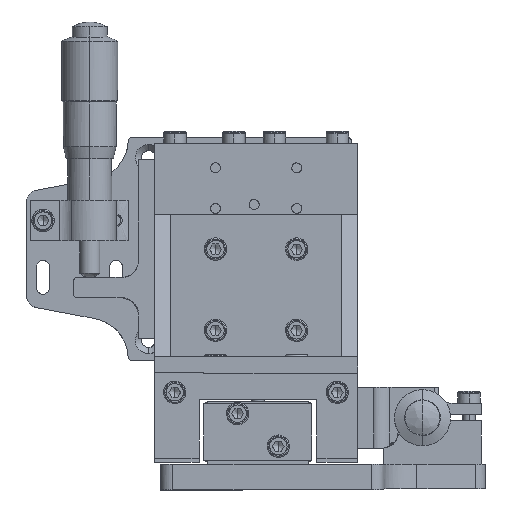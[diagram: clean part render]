
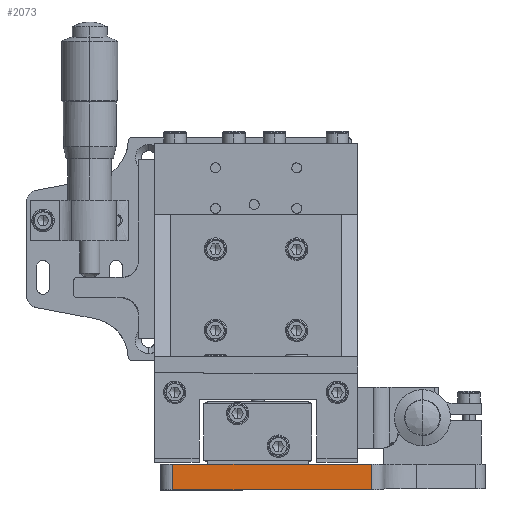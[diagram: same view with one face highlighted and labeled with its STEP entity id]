
A CAD part, left-side view. The second image highlights one B-rep face of the part: STEP entity #2073.
In plain terms, the highlighted free-form (B-spline) face has degree [1, 1] with [2, 2] control points.
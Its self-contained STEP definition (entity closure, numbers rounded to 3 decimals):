
#2073=ADVANCED_FACE('',(#3840),#55312,.T.);
#3840=FACE_OUTER_BOUND('',#5580,.T.);
#5580=EDGE_LOOP('',(#12434,#12435,#12436,#12437));
#12434=ORIENTED_EDGE('',*,*,#41336,.F.);
#12435=ORIENTED_EDGE('',*,*,#41323,.F.);
#12436=ORIENTED_EDGE('',*,*,#41338,.T.);
#12437=ORIENTED_EDGE('',*,*,#41202,.F.);
#23691=PCURVE('',#55304,#31821);
#23825=PCURVE('',#55311,#31955);
#23839=PCURVE('',#54609,#31969);
#23843=PCURVE('',#55312,#31973);
#23844=PCURVE('',#55312,#31974);
#23845=PCURVE('',#55312,#31975);
#23846=PCURVE('',#55312,#31976);
#23861=PCURVE('',#54612,#31991);
#31821=DEFINITIONAL_REPRESENTATION('',(#49094),#118312);
#31955=DEFINITIONAL_REPRESENTATION('',(#49241),#118312);
#31969=DEFINITIONAL_REPRESENTATION('',(#49256),#118312);
#31973=DEFINITIONAL_REPRESENTATION('',(#49261),#118312);
#31974=DEFINITIONAL_REPRESENTATION('',(#49262),#118312);
#31975=DEFINITIONAL_REPRESENTATION('',(#49264),#118312);
#31976=DEFINITIONAL_REPRESENTATION('',(#49265),#118312);
#31991=DEFINITIONAL_REPRESENTATION('',(#49285),#118312);
#36991=SURFACE_CURVE('',#49093,(#23691,#23846),.PCURVE_S1.);
#37112=SURFACE_CURVE('',#49240,(#23825,#23844),.PCURVE_S1.);
#37125=SURFACE_CURVE('',#49255,(#23839,#23843),.PCURVE_S1.);
#37127=SURFACE_CURVE('',#49263,(#23845,#23861),.PCURVE_S1.);
#41202=EDGE_CURVE('',#53409,#53410,#36991,.T.);
#41323=EDGE_CURVE('',#53516,#53517,#37112,.T.);
#41336=EDGE_CURVE('',#53517,#53409,#37125,.T.);
#41338=EDGE_CURVE('',#53516,#53410,#37127,.T.);
#49093=B_SPLINE_CURVE_WITH_KNOTS('',1,(#107928,#107929),.UNSPECIFIED.,.F.,
 .F.,(2,2),(-49.,0.),.UNSPECIFIED.);
#49094=B_SPLINE_CURVE_WITH_KNOTS('',1,(#107930,#107931),.UNSPECIFIED.,.F.,
 .F.,(2,2),(-49.,0.),.UNSPECIFIED.);
#49240=B_SPLINE_CURVE_WITH_KNOTS('',1,(#108642,#108643),.UNSPECIFIED.,.F.,
 .F.,(2,2),(-49.,0.),.UNSPECIFIED.);
#49241=B_SPLINE_CURVE_WITH_KNOTS('',1,(#108644,#108645),.UNSPECIFIED.,.F.,
 .F.,(2,2),(-49.,0.),.UNSPECIFIED.);
#49255=B_SPLINE_CURVE_WITH_KNOTS('',1,(#108708,#108709),.UNSPECIFIED.,.F.,
 .F.,(2,2),(-6.3,0.),.UNSPECIFIED.);
#49256=B_SPLINE_CURVE_WITH_KNOTS('',1,(#108710,#108711),.UNSPECIFIED.,.F.,
 .F.,(2,2),(-6.3,0.),.UNSPECIFIED.);
#49261=B_SPLINE_CURVE_WITH_KNOTS('',1,(#108720,#108721),.UNSPECIFIED.,.F.,
 .F.,(2,2),(-6.3,0.),.UNSPECIFIED.);
#49262=B_SPLINE_CURVE_WITH_KNOTS('',1,(#108722,#108723),.UNSPECIFIED.,.F.,
 .F.,(2,2),(-49.,0.),.UNSPECIFIED.);
#49263=B_SPLINE_CURVE_WITH_KNOTS('',1,(#108724,#108725),.UNSPECIFIED.,.F.,
 .F.,(2,2),(-6.3,0.),.UNSPECIFIED.);
#49264=B_SPLINE_CURVE_WITH_KNOTS('',1,(#108726,#108727),.UNSPECIFIED.,.F.,
 .F.,(2,2),(-6.3,0.),.UNSPECIFIED.);
#49265=B_SPLINE_CURVE_WITH_KNOTS('',1,(#108728,#108729),.UNSPECIFIED.,.F.,
 .F.,(2,2),(-49.,0.),.UNSPECIFIED.);
#49285=B_SPLINE_CURVE_WITH_KNOTS('',1,(#108768,#108769),.UNSPECIFIED.,.F.,
 .F.,(2,2),(-6.3,0.),.UNSPECIFIED.);
#53409=VERTEX_POINT('',#104311);
#53410=VERTEX_POINT('',#104312);
#53516=VERTEX_POINT('',#104418);
#53517=VERTEX_POINT('',#104419);
#54609=(
BOUNDED_SURFACE()
B_SPLINE_SURFACE(2,1,((#101571,#101572),(#101573,#101574),(#101575,#101576),
(#101577,#101578),(#101579,#101580),(#101581,#101582),(#101583,#101584),
(#101585,#101586),(#101587,#101588)),.UNSPECIFIED.,.T.,.F.,.F.)
B_SPLINE_SURFACE_WITH_KNOTS((3,2,2,2,3),(2,2),(0.,1.571,3.142,
4.712,6.283),(0.,7.8),.UNSPECIFIED.)
GEOMETRIC_REPRESENTATION_ITEM()
RATIONAL_B_SPLINE_SURFACE(((1.,1.),(0.707,0.707),
(1.,1.),(0.707,0.707),(1.,1.),(0.707,
0.707),(1.,1.),(0.707,0.707),(1.,1.)))
REPRESENTATION_ITEM('')
SURFACE()
);
#54612=(
BOUNDED_SURFACE()
B_SPLINE_SURFACE(2,1,((#101633,#101634),(#101635,#101636),(#101637,#101638),
(#101639,#101640),(#101641,#101642),(#101643,#101644),(#101645,#101646),
(#101647,#101648),(#101649,#101650)),.UNSPECIFIED.,.T.,.F.,.F.)
B_SPLINE_SURFACE_WITH_KNOTS((3,2,2,2,3),(2,2),(0.,1.571,3.142,
4.712,6.283),(0.,7.8),.UNSPECIFIED.)
GEOMETRIC_REPRESENTATION_ITEM()
RATIONAL_B_SPLINE_SURFACE(((1.,1.),(0.707,0.707),
(1.,1.),(0.707,0.707),(1.,1.),(0.707,
0.707),(1.,1.),(0.707,0.707),(1.,1.)))
REPRESENTATION_ITEM('')
SURFACE()
);
#55304=B_SPLINE_SURFACE_WITH_KNOTS('',1,1,((#101503,#101504),(#101505,#101506)),
 .UNSPECIFIED.,.F.,.F.,.F.,(2,2),(2,2),(-35.62,60.62),(-54.12,54.12),
 .UNSPECIFIED.);
#55311=B_SPLINE_SURFACE_WITH_KNOTS('',1,1,((#101567,#101568),(#101569,#101570)),
 .UNSPECIFIED.,.F.,.F.,.F.,(2,2),(2,2),(-8.058,7.782),
(-33.12,33.12),.UNSPECIFIED.);
#55312=B_SPLINE_SURFACE_WITH_KNOTS('',1,1,((#101589,#101590),(#101591,#101592)),
 .UNSPECIFIED.,.F.,.F.,.F.,(2,2),(2,2),(-0.75,7.05),
(-2.02,57.02),.UNSPECIFIED.);
#101503=CARTESIAN_POINT('',(107.365,-6.,-88.12));
#101504=CARTESIAN_POINT('',(-0.875,-6.,-88.12));
#101505=CARTESIAN_POINT('',(107.365,-6.,8.12));
#101506=CARTESIAN_POINT('',(-0.875,-6.,8.12));
#101567=CARTESIAN_POINT('',(99.665,0.3,-85.62));
#101568=CARTESIAN_POINT('',(99.665,0.3,-19.38));
#101569=CARTESIAN_POINT('',(83.825,0.3,-85.62));
#101570=CARTESIAN_POINT('',(83.825,0.3,-19.38));
#101571=CARTESIAN_POINT('',(95.245,-6.75,-74.));
#101572=CARTESIAN_POINT('',(95.245,1.05,-74.));
#101573=CARTESIAN_POINT('',(98.245,-6.75,-74.));
#101574=CARTESIAN_POINT('',(98.245,1.05,-74.));
#101575=CARTESIAN_POINT('',(98.245,-6.75,-77.));
#101576=CARTESIAN_POINT('',(98.245,1.05,-77.));
#101577=CARTESIAN_POINT('',(98.245,-6.75,-80.));
#101578=CARTESIAN_POINT('',(98.245,1.05,-80.));
#101579=CARTESIAN_POINT('',(95.245,-6.75,-80.));
#101580=CARTESIAN_POINT('',(95.245,1.05,-80.));
#101581=CARTESIAN_POINT('',(92.245,-6.75,-80.));
#101582=CARTESIAN_POINT('',(92.245,1.05,-80.));
#101583=CARTESIAN_POINT('',(92.245,-6.75,-77.));
#101584=CARTESIAN_POINT('',(92.245,1.05,-77.));
#101585=CARTESIAN_POINT('',(92.245,-6.75,-74.));
#101586=CARTESIAN_POINT('',(92.245,1.05,-74.));
#101587=CARTESIAN_POINT('',(95.245,-6.75,-74.));
#101588=CARTESIAN_POINT('',(95.245,1.05,-74.));
#101589=CARTESIAN_POINT('',(98.245,-6.75,-82.02));
#101590=CARTESIAN_POINT('',(98.245,-6.75,-22.98));
#101591=CARTESIAN_POINT('',(98.245,1.05,-82.02));
#101592=CARTESIAN_POINT('',(98.245,1.05,-22.98));
#101633=CARTESIAN_POINT('',(95.245,-6.75,-31.));
#101634=CARTESIAN_POINT('',(95.245,1.05,-31.));
#101635=CARTESIAN_POINT('',(92.245,-6.75,-31.));
#101636=CARTESIAN_POINT('',(92.245,1.05,-31.));
#101637=CARTESIAN_POINT('',(92.245,-6.75,-28.));
#101638=CARTESIAN_POINT('',(92.245,1.05,-28.));
#101639=CARTESIAN_POINT('',(92.245,-6.75,-25.));
#101640=CARTESIAN_POINT('',(92.245,1.05,-25.));
#101641=CARTESIAN_POINT('',(95.245,-6.75,-25.));
#101642=CARTESIAN_POINT('',(95.245,1.05,-25.));
#101643=CARTESIAN_POINT('',(98.245,-6.75,-25.));
#101644=CARTESIAN_POINT('',(98.245,1.05,-25.));
#101645=CARTESIAN_POINT('',(98.245,-6.75,-28.));
#101646=CARTESIAN_POINT('',(98.245,1.05,-28.));
#101647=CARTESIAN_POINT('',(98.245,-6.75,-31.));
#101648=CARTESIAN_POINT('',(98.245,1.05,-31.));
#101649=CARTESIAN_POINT('',(95.245,-6.75,-31.));
#101650=CARTESIAN_POINT('',(95.245,1.05,-31.));
#104311=CARTESIAN_POINT('',(98.245,-6.,-77.));
#104312=CARTESIAN_POINT('',(98.245,-6.,-28.));
#104418=CARTESIAN_POINT('',(98.245,0.3,-28.));
#104419=CARTESIAN_POINT('',(98.245,0.3,-77.));
#107928=CARTESIAN_POINT('',(98.245,-6.,-77.));
#107929=CARTESIAN_POINT('',(98.245,-6.,-28.));
#107930=CARTESIAN_POINT('',(-24.5,-45.));
#107931=CARTESIAN_POINT('',(24.5,-45.));
#108642=CARTESIAN_POINT('',(98.245,0.3,-28.));
#108643=CARTESIAN_POINT('',(98.245,0.3,-77.));
#108644=CARTESIAN_POINT('',(-6.638,24.5));
#108645=CARTESIAN_POINT('',(-6.638,-24.5));
#108708=CARTESIAN_POINT('',(98.245,0.3,-77.));
#108709=CARTESIAN_POINT('',(98.245,-6.,-77.));
#108710=CARTESIAN_POINT('',(1.571,7.05));
#108711=CARTESIAN_POINT('',(1.571,0.75));
#108720=CARTESIAN_POINT('',(6.3,3.));
#108721=CARTESIAN_POINT('',(0.,3.));
#108722=CARTESIAN_POINT('',(6.3,52.));
#108723=CARTESIAN_POINT('',(6.3,3.));
#108724=CARTESIAN_POINT('',(98.245,0.3,-28.));
#108725=CARTESIAN_POINT('',(98.245,-6.,-28.));
#108726=CARTESIAN_POINT('',(6.3,52.));
#108727=CARTESIAN_POINT('',(0.,52.));
#108728=CARTESIAN_POINT('',(0.,3.));
#108729=CARTESIAN_POINT('',(0.,52.));
#108768=CARTESIAN_POINT('',(4.712,7.05));
#108769=CARTESIAN_POINT('',(4.712,0.75));
#118312=(
GEOMETRIC_REPRESENTATION_CONTEXT(2)
PARAMETRIC_REPRESENTATION_CONTEXT()
REPRESENTATION_CONTEXT('pspace','')
);
